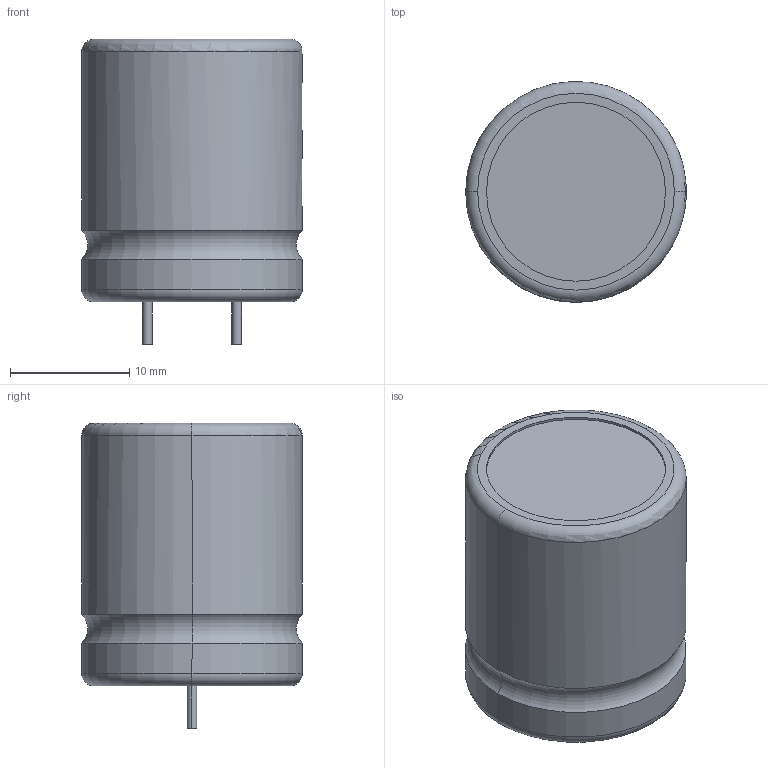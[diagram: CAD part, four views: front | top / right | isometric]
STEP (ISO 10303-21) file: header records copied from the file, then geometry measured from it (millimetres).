
FILE_DESCRIPTION((''),'2;1');
FILE_NAME('CAPPR750-1850X2200.stp','2014-03-03T12:57:35',(''),(''),'Mechanical Desktop 2011','Mechanical Desktop 2011',', , ');
FILE_SCHEMA(('AUTOMOTIVE_DESIGN { 1 2 10303 214 1 1 1 1 }'));
Length unit declared in the file: millimetre
Products named in the file (1): Product
Bounding box: 18.5 x 18.5 x 25.6 mm (x, y, z)
Volume: 5774.2 mm3; surface area: 2570.1 mm2
Topology: 7 solids, 7 shells, 60 faces, 125 edges, 81 vertices
Faces by surface type: plane 31, cylinder 23, torus 6
Entity records: 1668 total; most frequent: DIRECTION 316, CARTESIAN_POINT 267, ORIENTED_EDGE 250, AXIS2_PLACEMENT_3D 130, EDGE_CURVE 125, VERTEX_POINT 81, CIRCLE 69, EDGE_LOOP 62
